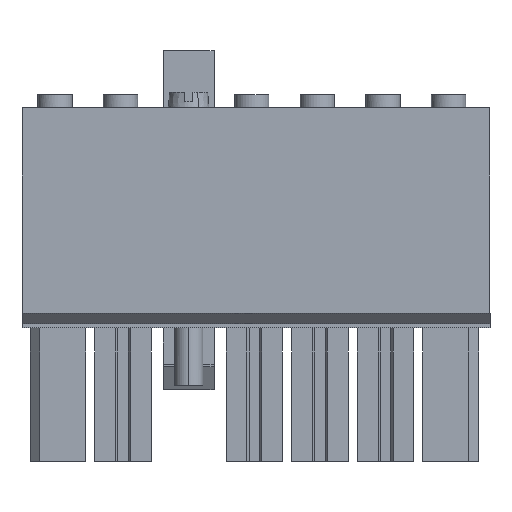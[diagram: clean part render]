
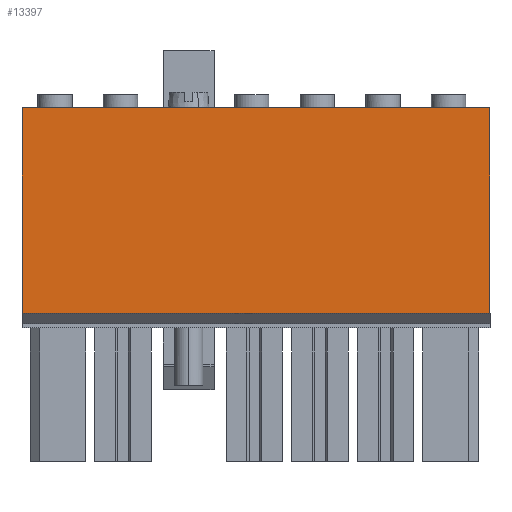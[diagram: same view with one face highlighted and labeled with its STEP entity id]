
A CAD part, front view. The second image highlights one B-rep face of the part: STEP entity #13397.
In plain terms, the highlighted planar face has unit normal (0, -1, 0).
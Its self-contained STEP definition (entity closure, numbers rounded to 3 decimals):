
#13377=AXIS2_PLACEMENT_3D('Plane Axis2P3D',#13374,#13375,#13376) ;
#5721=CARTESIAN_POINT('Line Origine',(27.17,0.,41.05)) ;
#5725=CARTESIAN_POINT('Vertex',(0.,0.,41.05)) ;
#5727=CARTESIAN_POINT('Vertex',(54.34,0.,41.05)) ;
#9217=CARTESIAN_POINT('Vertex',(54.34,0.,17.2)) ;
#9225=CARTESIAN_POINT('Line Origine',(54.34,0.,29.125)) ;
#13374=CARTESIAN_POINT('Axis2P3D Location',(0.,0.,17.2)) ;
#13379=CARTESIAN_POINT('Line Origine',(0.,0.,29.125)) ;
#13383=CARTESIAN_POINT('Vertex',(0.,0.,17.2)) ;
#13386=CARTESIAN_POINT('Line Origine',(27.17,0.,17.2)) ;
#5722=DIRECTION('Vector Direction',(1.,0.,0.)) ;
#9226=DIRECTION('Vector Direction',(0.,0.,1.)) ;
#13375=DIRECTION('Axis2P3D Direction',(0.,1.,0.)) ;
#13376=DIRECTION('Axis2P3D XDirection',(0.,0.,1.)) ;
#13380=DIRECTION('Vector Direction',(0.,0.,1.)) ;
#13387=DIRECTION('Vector Direction',(1.,0.,0.)) ;
#5723=VECTOR('Line Direction',#5722,1.) ;
#9227=VECTOR('Line Direction',#9226,1.) ;
#13381=VECTOR('Line Direction',#13380,1.) ;
#13388=VECTOR('Line Direction',#13387,1.) ;
#13392=ORIENTED_EDGE('',*,*,#5729,.F.) ;
#13393=ORIENTED_EDGE('',*,*,#13385,.F.) ;
#13394=ORIENTED_EDGE('',*,*,#13390,.T.) ;
#13395=ORIENTED_EDGE('',*,*,#9229,.T.) ;
#13397=ADVANCED_FACE('HOUSING',(#13396),#13378,.F.) ;
#5729=EDGE_CURVE('',#5726,#5728,#5724,.T.) ;
#9229=EDGE_CURVE('',#9218,#5728,#9228,.T.) ;
#13385=EDGE_CURVE('',#13384,#5726,#13382,.T.) ;
#13390=EDGE_CURVE('',#13384,#9218,#13389,.T.) ;
#13391=EDGE_LOOP('',(#13392,#13393,#13394,#13395)) ;
#13396=FACE_OUTER_BOUND('',#13391,.T.) ;
#5724=LINE('Line',#5721,#5723) ;
#9228=LINE('Line',#9225,#9227) ;
#13382=LINE('Line',#13379,#13381) ;
#13389=LINE('Line',#13386,#13388) ;
#13378=PLANE('',#13377) ;
#5726=VERTEX_POINT('',#5725) ;
#5728=VERTEX_POINT('',#5727) ;
#9218=VERTEX_POINT('',#9217) ;
#13384=VERTEX_POINT('',#13383) ;
